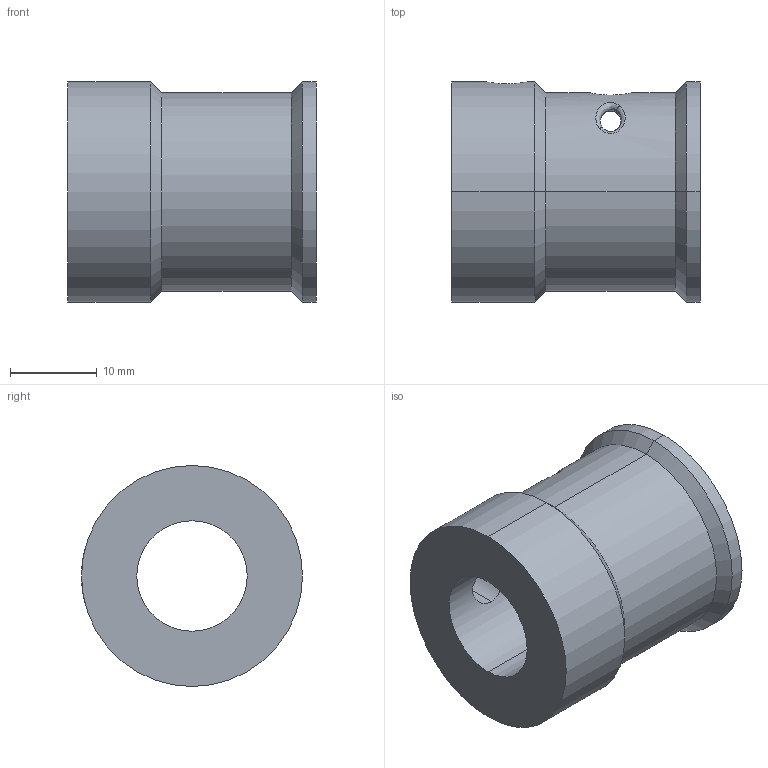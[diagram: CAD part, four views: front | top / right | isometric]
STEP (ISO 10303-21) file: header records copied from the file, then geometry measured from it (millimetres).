
FILE_DESCRIPTION (( 'STEP AP203' ), '1' );
FILE_NAME ('TPR pulley 0.9.STEP', '2024-05-05T13:23:02', ( '' ), ( '' ), 'SwSTEP 2.0', 'SolidWorks 2024', '' );
FILE_SCHEMA (( 'CONFIG_CONTROL_DESIGN' ));
Length unit declared in the file: inch
Products named in the file (1): TPR pulley 0.9
Bounding box: 28.57 x 25.4 x 25.4 mm (x, y, z)
Volume: 9037.7 mm3; surface area: 4306.5 mm2
Topology: 1 solids, 1 shells, 27 faces, 66 edges, 40 vertices
Faces by surface type: cylinder 15, bspline 4, cone 4, plane 4
Entity records: 1630 total; most frequent: CARTESIAN_POINT 943, ORIENTED_EDGE 132, DIRECTION 114, EDGE_CURVE 66, AXIS2_PLACEMENT_3D 46, VERTEX_POINT 40, EDGE_LOOP 34, ADVANCED_FACE 27
